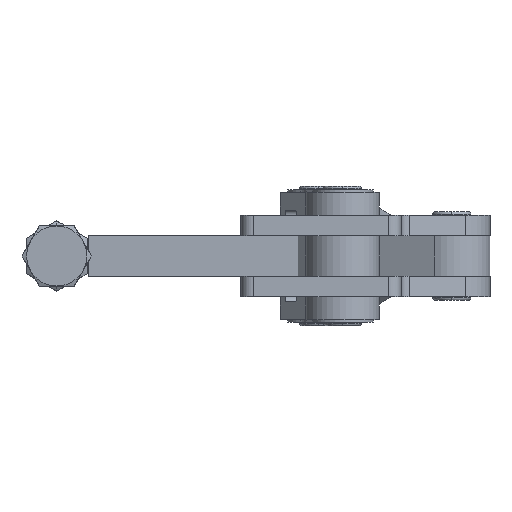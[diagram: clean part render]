
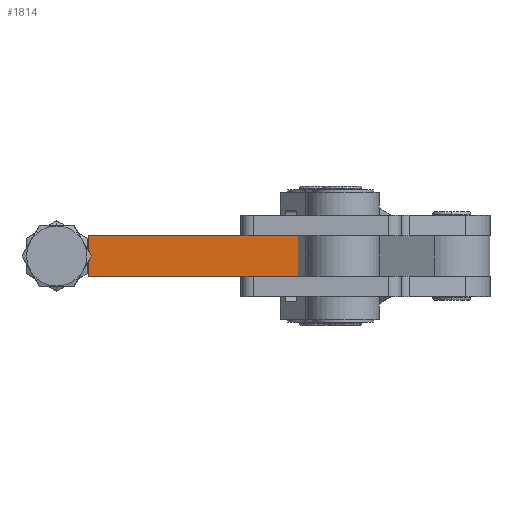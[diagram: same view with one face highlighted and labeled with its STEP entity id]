
A CAD part, front view. The second image highlights one B-rep face of the part: STEP entity #1814.
In plain terms, the highlighted planar face has unit normal (0, -1, 0).
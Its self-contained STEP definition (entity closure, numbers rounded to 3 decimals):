
#1814 = ADVANCED_FACE ( 'NONE', ( #6615 ), #25277, .F. ) ;
#5341 = EDGE_LOOP ( 'NONE', ( #12080, #12081, #12082, #12083 ) ) ;
#6615 = FACE_OUTER_BOUND ( 'NONE', #5341, .T. ) ;
#9754 = VERTEX_POINT ( 'NONE', #21093 ) ;
#10108 = EDGE_CURVE ( 'NONE', #11443, #11091, #18005, .T. ) ;
#10173 = EDGE_CURVE ( 'NONE', #9754, #11443, #18098, .T. ) ;
#10193 = EDGE_CURVE ( 'NONE', #9754, #11355, #18133, .T. ) ;
#10194 = EDGE_CURVE ( 'NONE', #11355, #11091, #18128, .T. ) ;
#10914 = AXIS2_PLACEMENT_3D ( 'NONE', #25257, #25265, #25297 ) ;
#11091 = VERTEX_POINT ( 'NONE', #22716 ) ;
#11355 = VERTEX_POINT ( 'NONE', #22979 ) ;
#11443 = VERTEX_POINT ( 'NONE', #23067 ) ;
#12080 = ORIENTED_EDGE ( 'NONE', *, *, #10194, .T. ) ;
#12081 = ORIENTED_EDGE ( 'NONE', *, *, #10108, .F. ) ;
#12082 = ORIENTED_EDGE ( 'NONE', *, *, #10173, .F. ) ;
#12083 = ORIENTED_EDGE ( 'NONE', *, *, #10193, .T. ) ;
#15538 = CARTESIAN_POINT ( 'NONE',  ( 100.147, 0., 8. ) ) ;
#15544 = DIRECTION ( 'NONE',  ( 0., 0., -1. ) ) ;
#15699 = DIRECTION ( 'NONE',  ( 1., 0., 0. ) ) ;
#15703 = CARTESIAN_POINT ( 'NONE',  ( 0., 0., 8. ) ) ;
#15750 = CARTESIAN_POINT ( 'NONE',  ( 0., 0., 8. ) ) ;
#15751 = DIRECTION ( 'NONE',  ( 0., 0., -1. ) ) ;
#15756 = CARTESIAN_POINT ( 'NONE',  ( 0., 0., -8. ) ) ;
#15761 = DIRECTION ( 'NONE',  ( 1., 0., 0. ) ) ;
#18005 = LINE ( 'NONE', #15538, #18009 ) ;
#18009 = VECTOR ( 'NONE', #15544, 1000. ) ;
#18098 = LINE ( 'NONE', #15703, #18106 ) ;
#18106 = VECTOR ( 'NONE', #15699, 1000. ) ;
#18128 = LINE ( 'NONE', #15756, #18137 ) ;
#18133 = LINE ( 'NONE', #15750, #18135 ) ;
#18135 = VECTOR ( 'NONE', #15751, 1000. ) ;
#18137 = VECTOR ( 'NONE', #15761, 1000. ) ;
#21093 = CARTESIAN_POINT ( 'NONE',  ( 0., 0., 8. ) ) ;
#22716 = CARTESIAN_POINT ( 'NONE',  ( 100.147, 0., -8. ) ) ;
#22979 = CARTESIAN_POINT ( 'NONE',  ( 0., 0., -8. ) ) ;
#23067 = CARTESIAN_POINT ( 'NONE',  ( 100.147, 0., 8. ) ) ;
#25257 = CARTESIAN_POINT ( 'NONE',  ( 0., 0., 8. ) ) ;
#25265 = DIRECTION ( 'NONE',  ( 0., 1., 0. ) ) ;
#25277 = PLANE ( 'NONE',  #10914 ) ;
#25297 = DIRECTION ( 'NONE',  ( 0., 0., 1. ) ) ;
